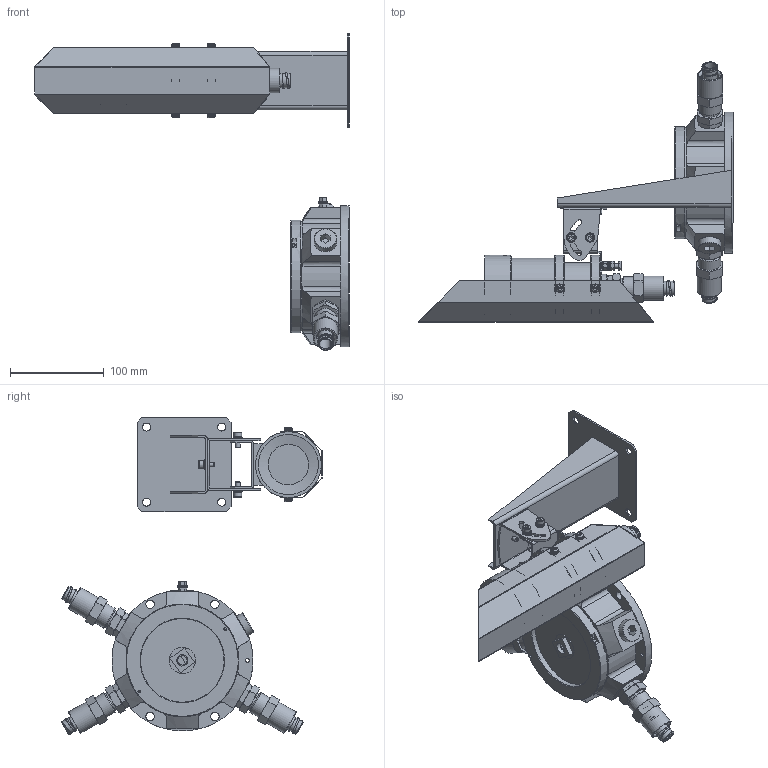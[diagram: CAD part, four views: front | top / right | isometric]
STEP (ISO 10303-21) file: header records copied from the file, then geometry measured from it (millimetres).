
FILE_DESCRIPTION(('STEP AP203'), '1');
FILE_NAME('ÒÐÈÎÍ ÌÊ_èçëó÷àòåëü-ïðèåìíèê-êîðîáêà', '2017-07-21T06:07:46', ('ñò'), (''), 'ASCON STEP Converter 1.3', 'ASCON Math Kernel', '');
FILE_SCHEMA(('CONFIG_CONTROL_DESIGN'));
Length unit declared in the file: millimetre
Products named in the file (38): 1; 2; 3; 4; 5; 6; 7; 8; 9; 10; 11; 12; 13; 14; 15; 16; 17; ﾑﾌﾄ18; 19; 20; 21; 22; 23; 24; 25; 26; 27; 28; 29; ﾑﾌﾄ 425231 208 20030; 31; 32; 33; 34; 35; 36; 37; 38
Assembly tree (95 placements, depth 4):
  1
    2
    3
      4
      5
      6
      7
      8
    9
    10
    11
    12
    13
    14
    15
    16
    17
    ﾑﾌﾄ18
    19  x4
    20  x4
    21  x4
    22  x11
    23  x9
    24  x2
    25  x6
    26  x2
    27
    28
    29
    ﾑﾌﾄ 425231 208 20030
      31
      32
      33
      34
      35  x8
      36  x4
      37
      38
      3  x3
        4
        5
        6
        7
        8
      28  x3
      26  x4
      22  x4
Bounding box: 334.84 x 277.22 x 337.13 mm (x, y, z)
Volume: 988652.4 mm3; surface area: 471661.4 mm2
Topology: 105 solids, 105 shells, 1526 faces, 3419 edges, 2190 vertices
Faces by surface type: plane 708, cylinder 460, cone 312, torus 34, bspline 11, sphere 1
Full cylindrical faces by diameter (mm): 3 x6, 3.1 x4, 3.2 x6, 3.4 x8, 4 x5, 4.1 x13, 4.134 x6, 4.4 x4, 4.5 x4, 5 x10, 5.1 x3, 5.3 x3, 5.5 x15, 6 x4, 6.9 x1, 7 x8, 7.2 x1, 8 x4, 8.5 x12, 9 x8, 9.8 x1, 10 x16, 12 x11, 13 x1, 14 x1, 14.5 x4, 14.997 x4, 15 x4, 18 x9, 18.5 x5
Entity records: 29995 total; most frequent: CARTESIAN_POINT 9202, DIRECTION 3753, ORIENTED_EDGE 3386, EDGE_CURVE 1693, AXIS2_PLACEMENT_3D 1430, VERTEX_POINT 1069, EDGE_LOOP 914, LINE 893
